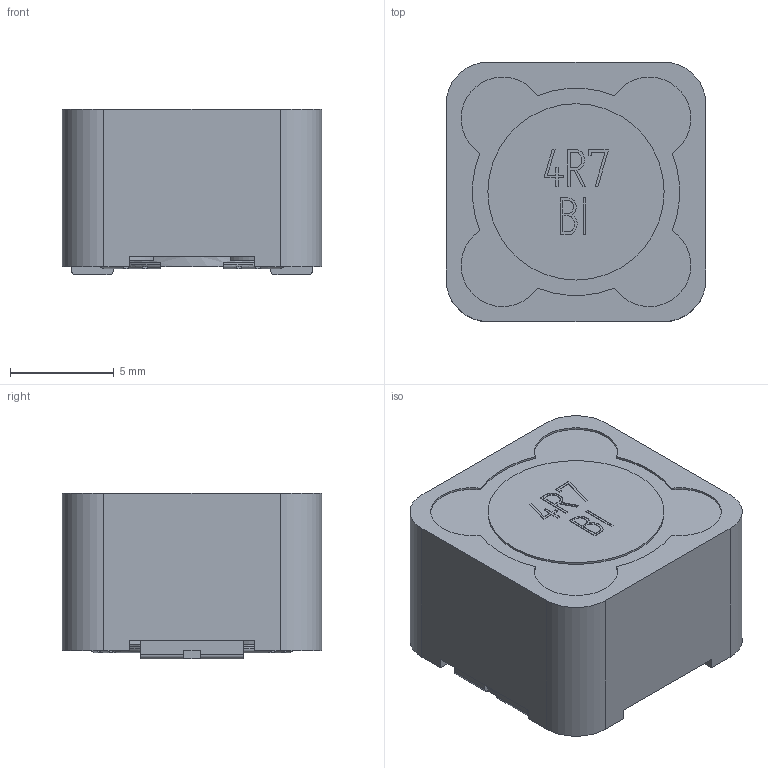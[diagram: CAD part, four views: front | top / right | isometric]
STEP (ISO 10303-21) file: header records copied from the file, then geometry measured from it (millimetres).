
FILE_DESCRIPTION(/* description */ ('Unknown'),/* implementation_level */ '2;1');
FILE_NAME(/* name */ 'HA78-60',/* time_stamp */ '2021-11-16T09:31:50+08:00',/* author */ ('Unknown'),/* organization */ ('Unknown'),/* preprocessor_version */ 'ST-DEVELOPER v16.7',/* originating_system */ 'Solid Edge',/* authorisation */ 'Unknown');
FILE_SCHEMA (('AUTOMOTIVE_DESIGN {1 0 10303 214 3 1 1}'));
Length unit declared in the file: millimetre
Products named in the file (1): HA78-60
Bounding box: 12.5 x 12.5 x 8 mm (x, y, z)
Volume: 967 mm3; surface area: 941.1 mm2
Topology: 1 solids, 2 shells, 196 faces, 537 edges, 354 vertices
Faces by surface type: plane 144, cylinder 38, bspline 10, torus 4
Full cylindrical faces by diameter (mm): 0.5 x1, 8.5 x1, 9.8 x1, 10 x1
Entity records: 7792 total; most frequent: CARTESIAN_POINT 1547, ORIENTED_EDGE 1062, DIRECTION 920, EDGE_CURVE 531, VERTEX_POINT 352, LINE 334, VECTOR 334, AXIS2_PLACEMENT_3D 293
